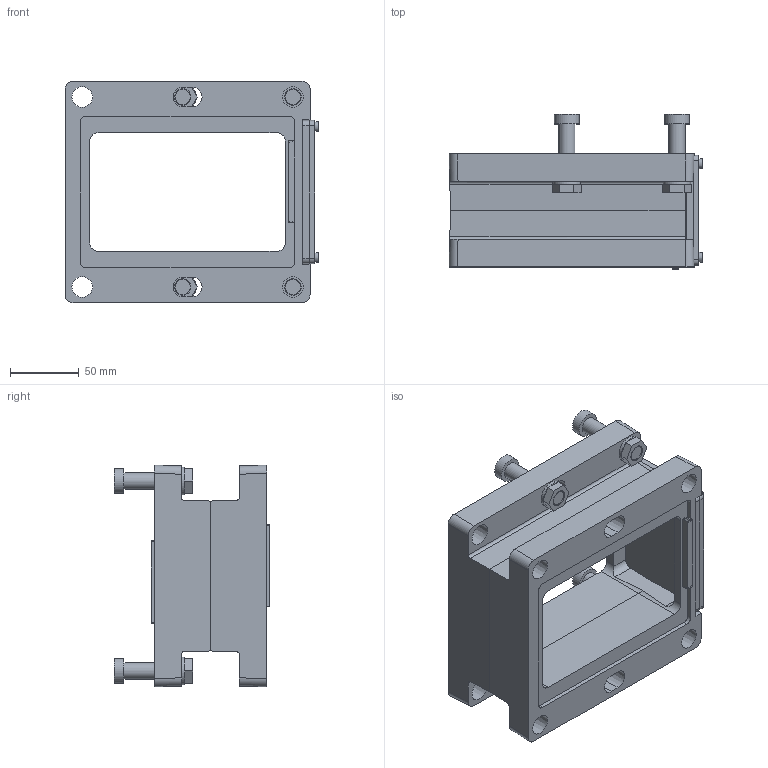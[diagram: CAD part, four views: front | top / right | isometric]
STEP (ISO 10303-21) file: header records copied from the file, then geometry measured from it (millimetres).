
FILE_DESCRIPTION (( 'STEP AP214' ), '1' );
FILE_NAME ('49817900.STEP', '2022-04-01T09:13:22', ( '' ), ( '' ), 'SwSTEP 2.0', 'SolidWorks 2020', '' );
FILE_SCHEMA (( 'AUTOMOTIVE_DESIGN' ));
Length unit declared in the file: millimetre
Products named in the file (9): 12699; 93259; 82280; 93106; 82275; 95507; 93555; 83058; 49817900
Assembly tree (21 placements, depth 2):
  49817900
    12699
    82280  x2
    82275
    95507
    93259  x4
    93106  x4
    93555  x4
    83058  x4
Bounding box: 184.45 x 112.8 x 161 mm (x, y, z)
Volume: 855499.4 mm3; surface area: 196240 mm2
Topology: 21 solids, 21 shells, 388 faces, 940 edges, 610 vertices
Faces by surface type: plane 264, cylinder 84, cone 36, torus 4
Full cylindrical faces by diameter (mm): 1.8 x4, 3.3 x4, 4 x4, 4.5 x4, 5 x4, 6.9 x4, 10.2 x4, 11.96 x4, 13 x4, 18 x4, 20 x4
Entity records: 7046 total; most frequent: CARTESIAN_POINT 1377, DIRECTION 1044, ORIENTED_EDGE 1036, EDGE_CURVE 518, VERTEX_POINT 360, LINE 358, VECTOR 358, AXIS2_PLACEMENT_3D 343
